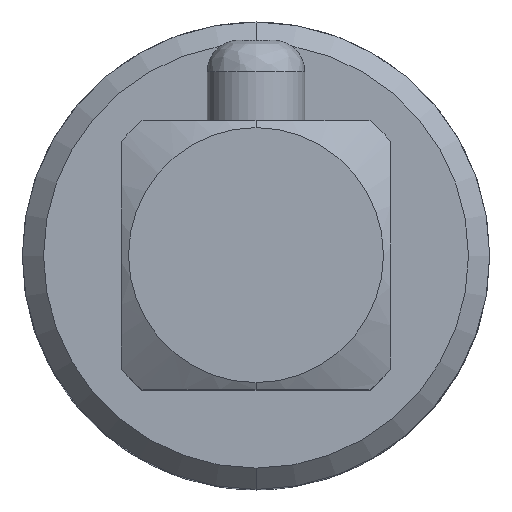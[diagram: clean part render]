
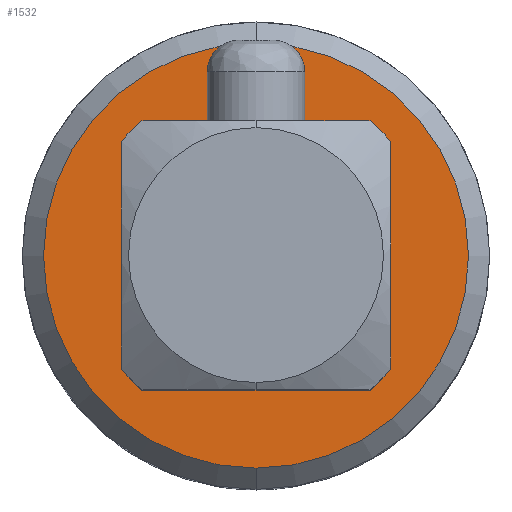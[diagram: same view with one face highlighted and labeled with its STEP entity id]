
A CAD part, top view. The second image highlights one B-rep face of the part: STEP entity #1532.
In plain terms, the highlighted planar face has unit normal (0, 0, 1).
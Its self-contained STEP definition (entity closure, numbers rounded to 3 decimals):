
#123=DIRECTION('',(1.,0.,0.));
#124=VECTOR('',#123,10.731);
#125=CARTESIAN_POINT('',(-5.366,6.333,17.));
#126=LINE('',#125,#124);
#130=CARTESIAN_POINT('',(0.,0.,17.));
#131=DIRECTION('',(0.,0.,-1.));
#132=DIRECTION('',(-0.763,0.646,0.));
#133=AXIS2_PLACEMENT_3D('',#130,#131,#132);
#138=DIRECTION('',(0.,1.,0.));
#139=VECTOR('',#138,10.731);
#140=CARTESIAN_POINT('',(-6.333,-5.366,17.));
#141=LINE('',#140,#139);
#145=CARTESIAN_POINT('',(0.,0.,17.));
#146=DIRECTION('',(0.,0.,-1.));
#147=DIRECTION('',(-0.646,-0.763,0.));
#148=AXIS2_PLACEMENT_3D('',#145,#146,#147);
#153=DIRECTION('',(-1.,0.,0.));
#154=VECTOR('',#153,10.731);
#155=CARTESIAN_POINT('',(5.366,-6.333,17.));
#156=LINE('',#155,#154);
#160=CARTESIAN_POINT('',(0.,0.,17.));
#161=DIRECTION('',(0.,0.,-1.));
#162=DIRECTION('',(0.763,-0.646,0.));
#163=AXIS2_PLACEMENT_3D('',#160,#161,#162);
#168=DIRECTION('',(0.,-1.,0.));
#169=VECTOR('',#168,10.731);
#170=CARTESIAN_POINT('',(6.333,5.366,17.));
#171=LINE('',#170,#169);
#175=CARTESIAN_POINT('',(0.,0.,17.));
#176=DIRECTION('',(0.,0.,-1.));
#177=DIRECTION('',(0.646,0.763,0.));
#178=AXIS2_PLACEMENT_3D('',#175,#176,#177);
#183=CARTESIAN_POINT('',(0.,0.,17.));
#184=DIRECTION('',(0.,0.,-1.));
#185=DIRECTION('',(0.,1.,0.));
#186=AXIS2_PLACEMENT_3D('',#183,#184,#185);
#191=CARTESIAN_POINT('',(0.,0.,17.));
#192=DIRECTION('',(0.,0.,-1.));
#193=DIRECTION('',(0.,-1.,0.));
#194=AXIS2_PLACEMENT_3D('',#191,#192,#193);
#1368=CARTESIAN_POINT('',(-5.366,6.333,17.));
#1369=CARTESIAN_POINT('',(5.366,6.333,17.));
#1370=VERTEX_POINT('',#1368);
#1371=VERTEX_POINT('',#1369);
#1372=CARTESIAN_POINT('',(6.333,5.366,17.));
#1373=VERTEX_POINT('',#1372);
#1374=CARTESIAN_POINT('',(6.333,-5.366,17.));
#1375=VERTEX_POINT('',#1374);
#1376=CARTESIAN_POINT('',(5.366,-6.333,17.));
#1377=VERTEX_POINT('',#1376);
#1378=CARTESIAN_POINT('',(-5.366,-6.333,17.));
#1379=VERTEX_POINT('',#1378);
#1380=CARTESIAN_POINT('',(-6.333,-5.366,17.));
#1381=VERTEX_POINT('',#1380);
#1382=CARTESIAN_POINT('',(-6.333,5.366,17.));
#1383=VERTEX_POINT('',#1382);
#1415=CARTESIAN_POINT('',(0.,10.,17.));
#1416=CARTESIAN_POINT('',(0.,-10.,17.));
#1417=VERTEX_POINT('',#1415);
#1418=VERTEX_POINT('',#1416);
#1505=CARTESIAN_POINT('',(0.,0.,17.));
#1506=DIRECTION('',(0.,0.,1.));
#1507=DIRECTION('',(1.,0.,0.));
#1508=AXIS2_PLACEMENT_3D('',#1505,#1506,#1507);
#1509=PLANE('',#1508);
#1511=ORIENTED_EDGE('',*,*,#1510,.T.);
#1513=ORIENTED_EDGE('',*,*,#1512,.T.);
#1514=EDGE_LOOP('',(#1511,#1513));
#1515=FACE_OUTER_BOUND('',#1514,.F.);
#1517=ORIENTED_EDGE('',*,*,#1516,.F.);
#1519=ORIENTED_EDGE('',*,*,#1518,.F.);
#1521=ORIENTED_EDGE('',*,*,#1520,.F.);
#1522=ORIENTED_EDGE('',*,*,#1498,.F.);
#1523=ORIENTED_EDGE('',*,*,#1428,.F.);
#1525=ORIENTED_EDGE('',*,*,#1524,.F.);
#1527=ORIENTED_EDGE('',*,*,#1526,.F.);
#1529=ORIENTED_EDGE('',*,*,#1528,.F.);
#1530=EDGE_LOOP('',(#1517,#1519,#1521,#1522,#1523,#1525,#1527,#1529));
#1531=FACE_BOUND('',#1530,.F.);
#1532=ADVANCED_FACE('',(#1515,#1531),#1509,.T.);
#134=CIRCLE('',#133,8.3);
#149=CIRCLE('',#148,8.3);
#164=CIRCLE('',#163,8.3);
#179=CIRCLE('',#178,8.3);
#187=CIRCLE('',#186,10.);
#195=CIRCLE('',#194,10.);
#1428=EDGE_CURVE('',#1377,#1379,#156,.T.);
#1498=EDGE_CURVE('',#1379,#1381,#149,.T.);
#1510=EDGE_CURVE('',#1417,#1418,#187,.T.);
#1512=EDGE_CURVE('',#1418,#1417,#195,.T.);
#1516=EDGE_CURVE('',#1370,#1371,#126,.T.);
#1518=EDGE_CURVE('',#1383,#1370,#134,.T.);
#1520=EDGE_CURVE('',#1381,#1383,#141,.T.);
#1524=EDGE_CURVE('',#1375,#1377,#164,.T.);
#1526=EDGE_CURVE('',#1373,#1375,#171,.T.);
#1528=EDGE_CURVE('',#1371,#1373,#179,.T.);
